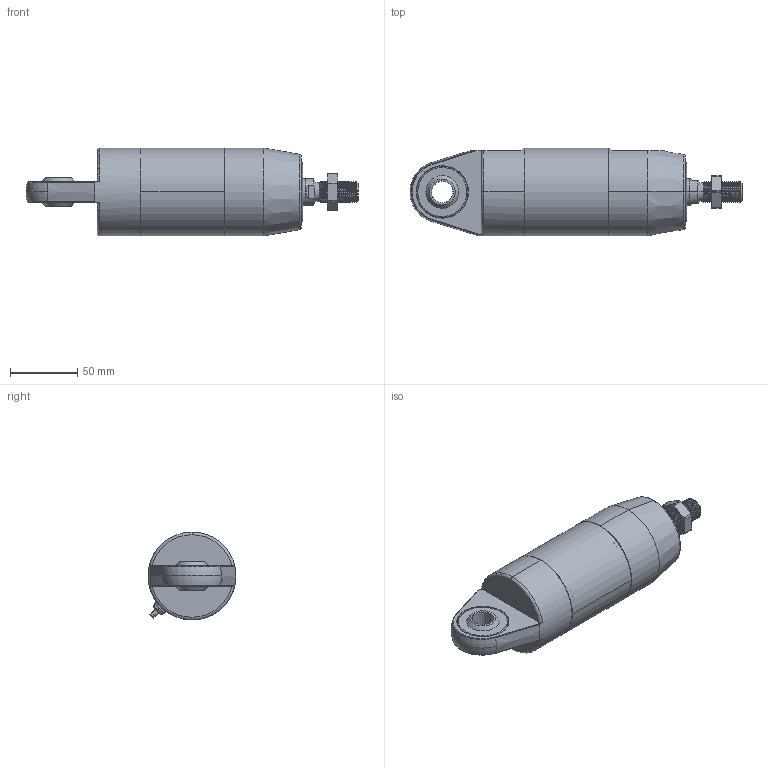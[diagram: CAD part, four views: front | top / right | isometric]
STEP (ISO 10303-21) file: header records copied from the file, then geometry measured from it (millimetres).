
FILE_DESCRIPTION (( 'STEP AP214' ), '1' );
FILE_NAME ('U063 0000 1124.STEP', '2021-05-05T09:44:42', ( '' ), ( '' ), 'SwSTEP 2.0', 'SolidWorks 2019', '' );
FILE_SCHEMA (( 'AUTOMOTIVE_DESIGN' ));
Length unit declared in the file: millimetre
Products named in the file (20): glrsw16; Stempeltætning_E46353N3578; Magnet_9363; Leje_PAP2015P11; 1063-24; 9063-36JB2_9063-36JB2; Bremseskrue 63-125; Bolt-DIN912_M12x55; Afstryger (32-125)_407287; Bremsepakning_PP2533N3589; 9041-01; 9063-35-R_1063-35-0; Stempelstangsmøtrik_U1905930; Oring_ORING 56,87 X 1,78; 1063-11; U063 0000 1124; 9020-34_9020-34-0; Oring_ORING 03,80 X 1,25; 9040-01
Assembly tree (26 placements, depth 3):
  U063 0000 1124
    1063-11
    1063-24
    9020-34_9020-34-0
    9063-35-R_1063-35-0
    Bremseskrue 63-125
      9040-01
      9041-01
      Oring_ORING 03,80 X 1,25
    Bremseskrue 63-125
      9040-01
      9041-01
      Oring_ORING 03,80 X 1,25
    Afstryger (32-125)_407287
    glrsw16
    9063-36JB2_9063-36JB2  x2
    Bremsepakning_PP2533N3589  x2
    Stempeltætning_E46353N3578  x2
    Leje_PAP2015P11
    Magnet_9363
    Bolt-DIN912_M12x55
    Oring_ORING 56,87 X 1,78  x2
    Stempelstangsmøtrik_U1905930
Bounding box: 247 x 65.4 x 65.4 mm (x, y, z)
Volume: 507885.9 mm3; surface area: 156952 mm2
Topology: 24 solids, 24 shells, 736 faces, 1700 edges, 1057 vertices
Faces by surface type: cylinder 308, plane 180, cone 150, torus 77, bspline 19, sphere 2
Entity records: 34432 total; most frequent: CARTESIAN_POINT 20430, ORIENTED_EDGE 2736, DIRECTION 2726, EDGE_CURVE 1368, AXIS2_PLACEMENT_3D 1132, VERTEX_POINT 856, EDGE_LOOP 666, FACE_OUTER_BOUND 586
